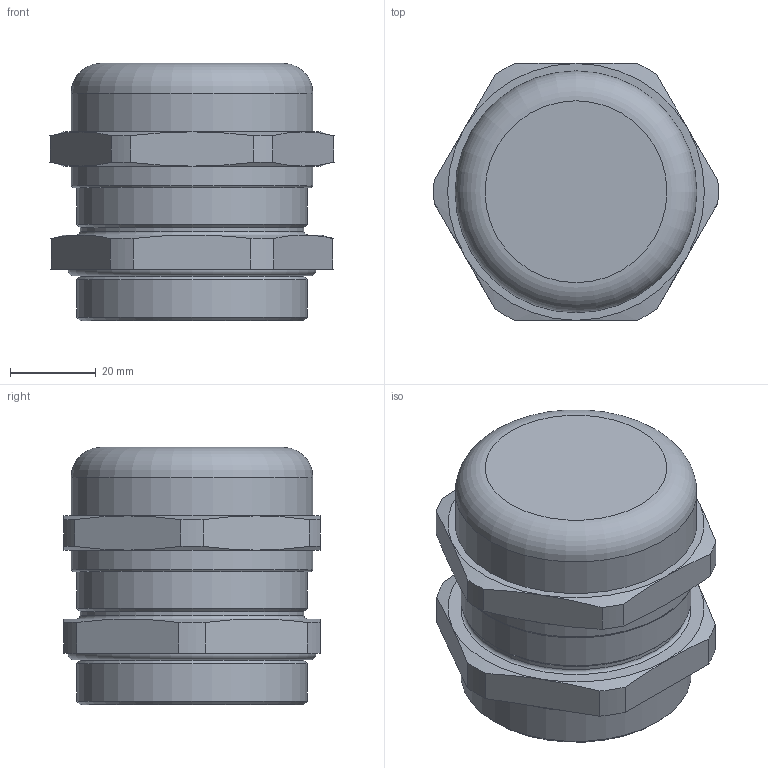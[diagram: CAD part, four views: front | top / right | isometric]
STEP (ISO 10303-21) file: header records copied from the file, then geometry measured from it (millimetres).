
FILE_DESCRIPTION((''),'2;1');
FILE_NAME('BSSC-09.stp','2012-10-08T12:11:11',('mustafa'),(''),'Autodesk Inventor 2013','Autodesk Inventor 2013','');
FILE_SCHEMA(('AUTOMOTIVE_DESIGN { 1 0 10303 214 1 1 1 1 }'));
Length unit declared in the file: inch
Products named in the file (1): PG 42 METAL RAKOR INOX TL12_Shrinkwrap_1
Bounding box: 66.48 x 60 x 60.1 mm (x, y, z)
Volume: 152728.5 mm3; surface area: 18413.4 mm2
Topology: 1 solids, 2 shells, 60 faces, 137 edges, 84 vertices
Faces by surface type: plane 20, cylinder 19, cone 16, torus 5
Full cylindrical faces by diameter (mm): 52.33 x3, 53.85 x2, 56.5 x2
Entity records: 1575 total; most frequent: CARTESIAN_POINT 318, DIRECTION 266, ORIENTED_EDGE 234, AXIS2_PLACEMENT_3D 118, EDGE_CURVE 117, EDGE_LOOP 82, VERTEX_POINT 80, FACE_OUTER_BOUND 60
